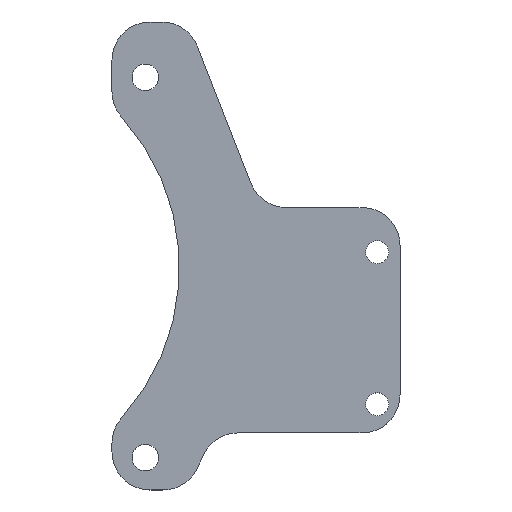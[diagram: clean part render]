
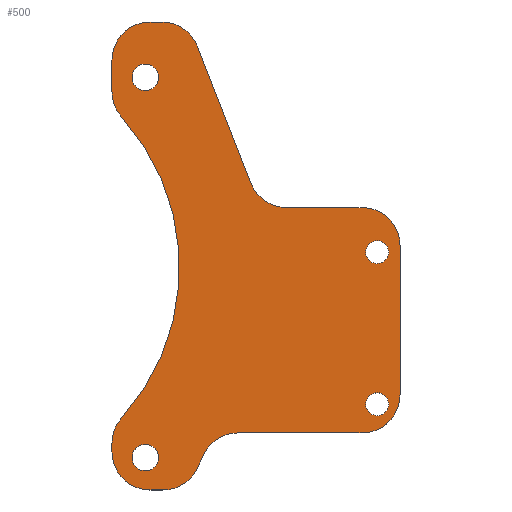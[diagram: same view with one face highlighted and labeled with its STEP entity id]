
A CAD part, top view. The second image highlights one B-rep face of the part: STEP entity #500.
In plain terms, the highlighted planar face has unit normal (0, 0, 1).
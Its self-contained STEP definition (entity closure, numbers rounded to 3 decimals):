
#25=PLANE('',#558);
#30=LINE('',#736,#68);
#42=LINE('',#786,#80);
#45=LINE('',#795,#83);
#49=LINE('',#806,#87);
#52=LINE('',#814,#90);
#58=LINE('',#832,#96);
#60=LINE('',#838,#98);
#62=LINE('',#850,#100);
#63=LINE('',#852,#101);
#68=VECTOR('',#585,10.);
#80=VECTOR('',#629,10.);
#83=VECTOR('',#638,10.);
#87=VECTOR('',#652,10.);
#90=VECTOR('',#661,10.);
#96=VECTOR('',#681,10.);
#98=VECTOR('',#689,10.);
#100=VECTOR('',#705,10.);
#101=VECTOR('',#708,10.);
#110=FACE_BOUND('',#174,.T.);
#111=FACE_BOUND('',#175,.T.);
#112=FACE_BOUND('',#176,.T.);
#113=FACE_BOUND('',#177,.T.);
#139=FACE_OUTER_BOUND('',#173,.T.);
#173=EDGE_LOOP('',(#436,#437,#438,#439,#440,#441,#442,#443,#444,#445,#446,
#447,#448,#449,#450,#451,#452,#453,#454,#455));
#174=EDGE_LOOP('',(#456));
#175=EDGE_LOOP('',(#457));
#176=EDGE_LOOP('',(#458));
#177=EDGE_LOOP('',(#459));
#179=CIRCLE('',#505,1.5);
#181=CIRCLE('',#508,1.5);
#182=CIRCLE('',#510,5.);
#196=CIRCLE('',#527,5.);
#197=CIRCLE('',#530,5.);
#198=CIRCLE('',#533,5.);
#199=CIRCLE('',#535,5.);
#200=CIRCLE('',#538,5.);
#201=CIRCLE('',#541,5.);
#202=CIRCLE('',#543,29.5);
#203=CIRCLE('',#545,5.);
#204=CIRCLE('',#548,5.);
#205=CIRCLE('',#551,5.);
#206=CIRCLE('',#553,1.75);
#207=CIRCLE('',#555,1.75);
#209=VERTEX_POINT('',#715);
#211=VERTEX_POINT('',#720);
#212=VERTEX_POINT('',#723);
#213=VERTEX_POINT('',#724);
#217=VERTEX_POINT('',#734);
#237=VERTEX_POINT('',#778);
#238=VERTEX_POINT('',#779);
#239=VERTEX_POINT('',#784);
#240=VERTEX_POINT('',#788);
#241=VERTEX_POINT('',#789);
#242=VERTEX_POINT('',#794);
#243=VERTEX_POINT('',#800);
#244=VERTEX_POINT('',#804);
#245=VERTEX_POINT('',#808);
#246=VERTEX_POINT('',#812);
#247=VERTEX_POINT('',#816);
#248=VERTEX_POINT('',#817);
#249=VERTEX_POINT('',#822);
#250=VERTEX_POINT('',#826);
#251=VERTEX_POINT('',#830);
#252=VERTEX_POINT('',#834);
#253=VERTEX_POINT('',#840);
#254=VERTEX_POINT('',#844);
#255=VERTEX_POINT('',#847);
#257=EDGE_CURVE('',#209,#209,#179,.T.);
#259=EDGE_CURVE('',#211,#211,#181,.T.);
#260=EDGE_CURVE('',#212,#213,#182,.T.);
#266=EDGE_CURVE('',#212,#217,#30,.T.);
#287=EDGE_CURVE('',#237,#238,#196,.T.);
#291=EDGE_CURVE('',#237,#239,#42,.T.);
#292=EDGE_CURVE('',#240,#241,#197,.T.);
#295=EDGE_CURVE('',#242,#241,#45,.T.);
#297=EDGE_CURVE('',#242,#217,#198,.T.);
#299=EDGE_CURVE('',#243,#239,#199,.T.);
#301=EDGE_CURVE('',#243,#244,#49,.T.);
#302=EDGE_CURVE('',#245,#244,#200,.T.);
#305=EDGE_CURVE('',#245,#246,#52,.T.);
#306=EDGE_CURVE('',#247,#248,#201,.T.);
#310=EDGE_CURVE('',#247,#249,#202,.T.);
#311=EDGE_CURVE('',#250,#249,#203,.T.);
#314=EDGE_CURVE('',#250,#251,#58,.T.);
#315=EDGE_CURVE('',#252,#246,#204,.T.);
#317=EDGE_CURVE('',#252,#248,#60,.T.);
#318=EDGE_CURVE('',#253,#251,#205,.T.);
#320=EDGE_CURVE('',#254,#254,#206,.T.);
#321=EDGE_CURVE('',#255,#255,#207,.T.);
#322=EDGE_CURVE('',#240,#238,#62,.T.);
#323=EDGE_CURVE('',#253,#213,#63,.T.);
#436=ORIENTED_EDGE('',*,*,#260,.F.);
#437=ORIENTED_EDGE('',*,*,#266,.T.);
#438=ORIENTED_EDGE('',*,*,#297,.F.);
#439=ORIENTED_EDGE('',*,*,#295,.T.);
#440=ORIENTED_EDGE('',*,*,#292,.F.);
#441=ORIENTED_EDGE('',*,*,#322,.T.);
#442=ORIENTED_EDGE('',*,*,#287,.F.);
#443=ORIENTED_EDGE('',*,*,#291,.T.);
#444=ORIENTED_EDGE('',*,*,#299,.F.);
#445=ORIENTED_EDGE('',*,*,#301,.T.);
#446=ORIENTED_EDGE('',*,*,#302,.F.);
#447=ORIENTED_EDGE('',*,*,#305,.T.);
#448=ORIENTED_EDGE('',*,*,#315,.F.);
#449=ORIENTED_EDGE('',*,*,#317,.T.);
#450=ORIENTED_EDGE('',*,*,#306,.F.);
#451=ORIENTED_EDGE('',*,*,#310,.T.);
#452=ORIENTED_EDGE('',*,*,#311,.F.);
#453=ORIENTED_EDGE('',*,*,#314,.T.);
#454=ORIENTED_EDGE('',*,*,#318,.F.);
#455=ORIENTED_EDGE('',*,*,#323,.T.);
#456=ORIENTED_EDGE('',*,*,#257,.T.);
#457=ORIENTED_EDGE('',*,*,#259,.T.);
#458=ORIENTED_EDGE('',*,*,#320,.T.);
#459=ORIENTED_EDGE('',*,*,#321,.T.);
#500=ADVANCED_FACE('',(#139,#110,#111,#112,#113),#25,.T.);
#505=AXIS2_PLACEMENT_3D('',#716,#565,#566);
#508=AXIS2_PLACEMENT_3D('',#721,#571,#572);
#510=AXIS2_PLACEMENT_3D('',#725,#575,#576);
#527=AXIS2_PLACEMENT_3D('',#780,#622,#623);
#530=AXIS2_PLACEMENT_3D('',#790,#632,#633);
#533=AXIS2_PLACEMENT_3D('',#798,#642,#643);
#535=AXIS2_PLACEMENT_3D('',#802,#647,#648);
#538=AXIS2_PLACEMENT_3D('',#809,#655,#656);
#541=AXIS2_PLACEMENT_3D('',#818,#664,#665);
#543=AXIS2_PLACEMENT_3D('',#824,#671,#672);
#545=AXIS2_PLACEMENT_3D('',#827,#675,#676);
#548=AXIS2_PLACEMENT_3D('',#835,#684,#685);
#551=AXIS2_PLACEMENT_3D('',#841,#692,#693);
#553=AXIS2_PLACEMENT_3D('',#845,#697,#698);
#555=AXIS2_PLACEMENT_3D('',#848,#701,#702);
#558=AXIS2_PLACEMENT_3D('',#853,#709,#710);
#565=DIRECTION('center_axis',(0.,0.,-1.));
#566=DIRECTION('ref_axis',(-1.,0.,0.));
#571=DIRECTION('center_axis',(0.,0.,-1.));
#572=DIRECTION('ref_axis',(-1.,0.,0.));
#575=DIRECTION('center_axis',(0.,0.,-1.));
#576=DIRECTION('ref_axis',(0.535,-0.845,0.));
#585=DIRECTION('',(0.429,0.904,0.));
#622=DIRECTION('center_axis',(0.,0.,-1.));
#623=DIRECTION('ref_axis',(0.707,0.707,0.));
#629=DIRECTION('',(-1.,0.,0.));
#632=DIRECTION('center_axis',(0.,0.,-1.));
#633=DIRECTION('ref_axis',(0.707,-0.707,0.));
#638=DIRECTION('',(1.,0.,0.));
#642=DIRECTION('center_axis',(0.,0.,1.));
#643=DIRECTION('ref_axis',(-0.535,0.845,0.));
#647=DIRECTION('center_axis',(0.,0.,1.));
#648=DIRECTION('ref_axis',(-0.564,-0.826,0.));
#652=DIRECTION('',(-0.365,0.931,0.));
#655=DIRECTION('center_axis',(0.,0.,-1.));
#656=DIRECTION('ref_axis',(0.564,0.826,0.));
#661=DIRECTION('',(-1.,0.,0.));
#664=DIRECTION('center_axis',(0.,0.,-1.));
#665=DIRECTION('ref_axis',(-0.933,-0.359,0.));
#671=DIRECTION('center_axis',(0.,0.,-1.));
#672=DIRECTION('ref_axis',(1.,0.,0.));
#675=DIRECTION('center_axis',(0.,0.,-1.));
#676=DIRECTION('ref_axis',(-0.933,0.359,0.));
#681=DIRECTION('',(0.,-1.,0.));
#684=DIRECTION('center_axis',(0.,0.,-1.));
#685=DIRECTION('ref_axis',(-0.707,0.707,0.));
#689=DIRECTION('',(0.,-1.,0.));
#692=DIRECTION('center_axis',(0.,0.,-1.));
#693=DIRECTION('ref_axis',(-0.707,-0.707,0.));
#697=DIRECTION('center_axis',(0.,0.,-1.));
#698=DIRECTION('ref_axis',(-1.,0.,0.));
#701=DIRECTION('center_axis',(0.,0.,-1.));
#702=DIRECTION('ref_axis',(-1.,0.,0.));
#705=DIRECTION('',(0.,1.,0.));
#708=DIRECTION('',(1.,0.,0.));
#709=DIRECTION('center_axis',(0.,0.,1.));
#710=DIRECTION('ref_axis',(1.,0.,0.));
#715=CARTESIAN_POINT('',(57.005,2.013,1.5));
#716=CARTESIAN_POINT('Origin',(55.505,2.013,1.5));
#720=CARTESIAN_POINT('',(57.005,-17.987,1.5));
#721=CARTESIAN_POINT('Origin',(55.505,-17.987,1.5));
#723=CARTESIAN_POINT('',(31.829,-26.411,1.5));
#724=CARTESIAN_POINT('',(27.311,-29.268,1.5));
#725=CARTESIAN_POINT('Origin',(27.311,-24.268,1.5));
#734=CARTESIAN_POINT('',(32.681,-24.615,1.5));
#736=CARTESIAN_POINT('',(34.036,-21.757,1.5));
#778=CARTESIAN_POINT('',(53.505,7.888,1.5));
#779=CARTESIAN_POINT('',(58.505,2.888,1.5));
#780=CARTESIAN_POINT('Origin',(53.505,2.888,1.5));
#784=CARTESIAN_POINT('',(43.558,7.888,1.5));
#786=CARTESIAN_POINT('',(40.146,7.888,1.5));
#788=CARTESIAN_POINT('',(58.505,-16.757,1.5));
#789=CARTESIAN_POINT('',(53.505,-21.757,1.5));
#790=CARTESIAN_POINT('Origin',(53.505,-16.757,1.5));
#794=CARTESIAN_POINT('',(37.199,-21.757,1.5));
#795=CARTESIAN_POINT('',(58.505,-21.757,1.5));
#798=CARTESIAN_POINT('Origin',(37.199,-26.757,1.5));
#800=CARTESIAN_POINT('',(38.902,11.065,1.5));
#802=CARTESIAN_POINT('Origin',(43.558,12.888,1.5));
#804=CARTESIAN_POINT('',(31.836,29.116,1.5));
#806=CARTESIAN_POINT('',(30.592,32.293,1.5));
#808=CARTESIAN_POINT('',(27.18,32.293,1.5));
#809=CARTESIAN_POINT('Origin',(27.18,27.293,1.5));
#812=CARTESIAN_POINT('',(25.611,32.293,1.5));
#814=CARTESIAN_POINT('',(20.611,32.293,1.5));
#816=CARTESIAN_POINT('',(21.899,19.765,1.5));
#817=CARTESIAN_POINT('',(20.611,23.115,1.5));
#818=CARTESIAN_POINT('Origin',(25.611,23.115,1.5));
#822=CARTESIAN_POINT('',(21.899,-19.765,1.5));
#824=CARTESIAN_POINT('Origin',(0.,0.,1.5));
#826=CARTESIAN_POINT('',(20.611,-23.115,1.5));
#827=CARTESIAN_POINT('Origin',(25.611,-23.115,1.5));
#830=CARTESIAN_POINT('',(20.611,-24.268,1.5));
#832=CARTESIAN_POINT('',(20.611,-29.268,1.5));
#834=CARTESIAN_POINT('',(20.611,27.293,1.5));
#835=CARTESIAN_POINT('Origin',(25.611,27.293,1.5));
#838=CARTESIAN_POINT('',(20.611,21.105,1.5));
#840=CARTESIAN_POINT('',(25.611,-29.268,1.5));
#841=CARTESIAN_POINT('Origin',(25.611,-24.268,1.5));
#844=CARTESIAN_POINT('',(26.75,25.,1.5));
#845=CARTESIAN_POINT('Origin',(25.,25.,1.5));
#847=CARTESIAN_POINT('',(26.75,-25.,1.5));
#848=CARTESIAN_POINT('Origin',(25.,-25.,1.5));
#850=CARTESIAN_POINT('',(58.505,7.888,1.5));
#852=CARTESIAN_POINT('',(30.474,-29.268,1.5));
#853=CARTESIAN_POINT('Origin',(37.513,-0.837,1.5));
